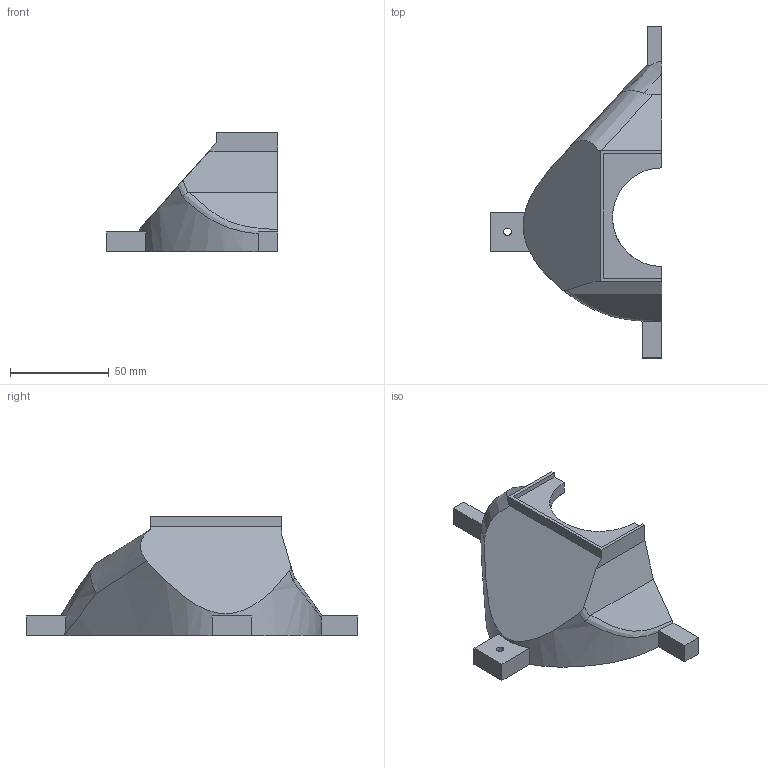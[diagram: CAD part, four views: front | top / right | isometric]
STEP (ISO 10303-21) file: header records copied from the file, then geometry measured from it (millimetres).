
FILE_DESCRIPTION(/* description */ (''),/* implementation_level */ '2;1');
FILE_NAME(/* name */ '5efa7aacb6d87c109a494e1a',/* time_stamp */ '2020-06-29T23:35:08+00:00',/* author */ (''),/* organization */ (''),/* preprocessor_version */ 'ST-DEVELOPER v16.7',/* originating_system */ $,/* authorisation */ $);
FILE_SCHEMA (('AUTOMOTIVE_DESIGN {1 0 10303 214 3 1 1}'));
Length unit declared in the file: metre
Products named in the file (1): Mould part 3 - L
Bounding box: 86.98 x 168.08 x 60.5 mm (x, y, z)
Volume: 113182 mm3; surface area: 27416.2 mm2
Topology: 1 solids, 1 shells, 40 faces, 114 edges, 76 vertices
Faces by surface type: plane 28, bspline 8, cylinder 4
Full cylindrical faces by diameter (mm): 3.8 x1
Entity records: 2710 total; most frequent: CARTESIAN_POINT 1738, ORIENTED_EDGE 224, DIRECTION 146, EDGE_CURVE 112, VERTEX_POINT 75, LINE 68, VECTOR 68, EDGE_LOOP 43
